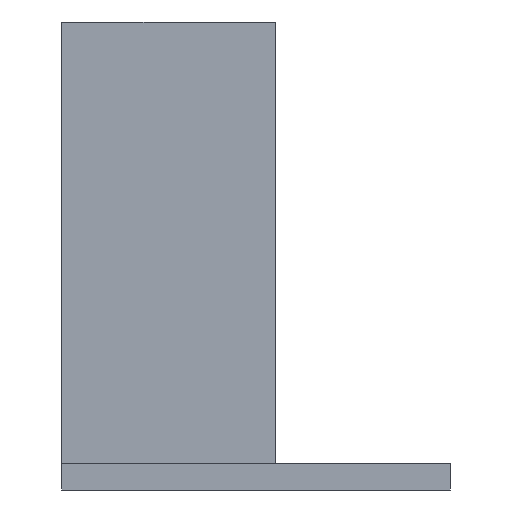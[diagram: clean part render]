
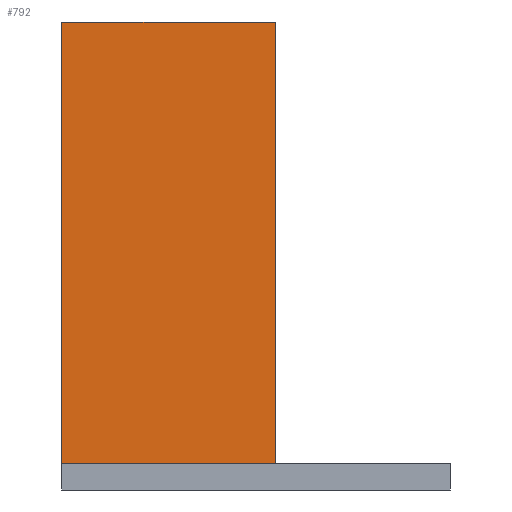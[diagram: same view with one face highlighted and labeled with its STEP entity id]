
A CAD part, left-side view. The second image highlights one B-rep face of the part: STEP entity #792.
In plain terms, the highlighted planar face has unit normal (-1, 0, 0).
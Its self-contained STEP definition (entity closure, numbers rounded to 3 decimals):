
#69=PLANE('',#880);
#97=FACE_OUTER_BOUND('',#158,.T.);
#158=EDGE_LOOP('',(#650,#651,#652,#653));
#215=LINE('',#1223,#274);
#237=LINE('',#1287,#296);
#240=LINE('',#1293,#299);
#241=LINE('',#1294,#300);
#274=VECTOR('',#1005,10.);
#296=VECTOR('',#1059,10.);
#299=VECTOR('',#1064,10.);
#300=VECTOR('',#1065,10.);
#392=VERTEX_POINT('',#1220);
#393=VERTEX_POINT('',#1222);
#419=VERTEX_POINT('',#1286);
#421=VERTEX_POINT('',#1292);
#475=EDGE_CURVE('',#393,#392,#215,.T.);
#507=EDGE_CURVE('',#393,#419,#237,.T.);
#510=EDGE_CURVE('',#392,#421,#240,.T.);
#511=EDGE_CURVE('',#419,#421,#241,.T.);
#650=ORIENTED_EDGE('',*,*,#510,.T.);
#651=ORIENTED_EDGE('',*,*,#511,.F.);
#652=ORIENTED_EDGE('',*,*,#507,.F.);
#653=ORIENTED_EDGE('',*,*,#475,.T.);
#792=ADVANCED_FACE('',(#97),#69,.T.);
#880=AXIS2_PLACEMENT_3D('',#1291,#1062,#1063);
#1005=DIRECTION('',(0.,-1.,0.));
#1059=DIRECTION('',(0.,0.,1.));
#1062=DIRECTION('center_axis',(-1.,0.,0.));
#1063=DIRECTION('ref_axis',(0.,-1.,0.));
#1064=DIRECTION('',(0.,0.,1.));
#1065=DIRECTION('',(0.,-1.,0.));
#1220=CARTESIAN_POINT('',(62.9,19.8,3.));
#1222=CARTESIAN_POINT('',(62.9,44.,3.));
#1223=CARTESIAN_POINT('',(62.9,33.,3.));
#1286=CARTESIAN_POINT('',(62.9,44.,53.));
#1287=CARTESIAN_POINT('',(62.9,44.,15.));
#1291=CARTESIAN_POINT('Origin',(62.9,44.,15.));
#1292=CARTESIAN_POINT('',(62.9,19.8,53.));
#1293=CARTESIAN_POINT('',(62.9,19.8,15.));
#1294=CARTESIAN_POINT('',(62.9,33.,53.));
